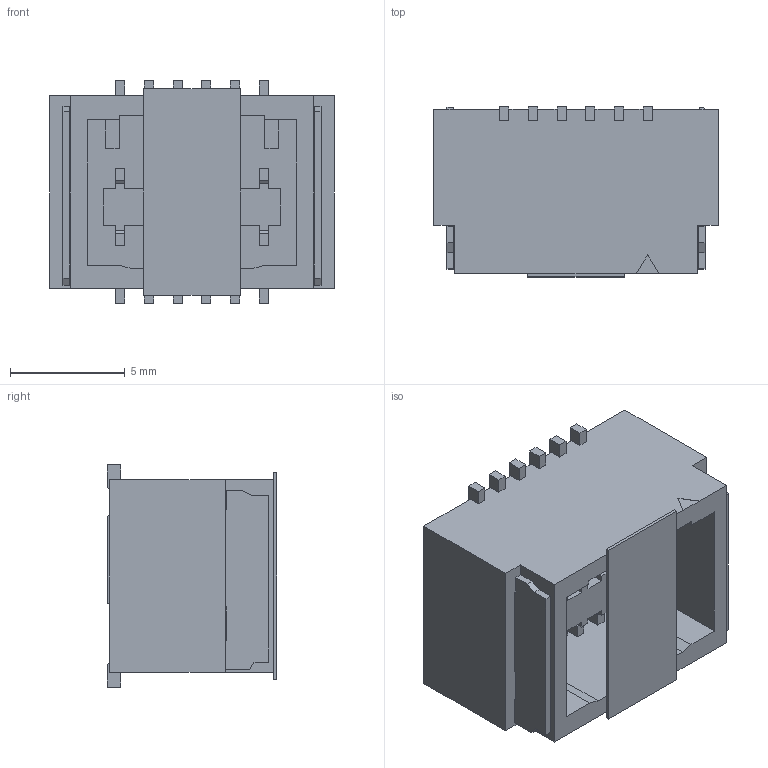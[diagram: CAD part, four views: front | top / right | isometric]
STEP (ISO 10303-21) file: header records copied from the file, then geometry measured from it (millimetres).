
FILE_DESCRIPTION(('STEP AP242'),'1');
FILE_NAME('2077601281.stp','2025-12-12T11:18:40',('TraceParts'),('TraceParts S.A.S.'),'Spatial InterOp 3D',' ',' ');
FILE_SCHEMA(('AP242_MANAGED_MODEL_BASED_3D_ENGINEERING_MIM_LF {1 0 10303 442 1 1 4}'));
Length unit declared in the file: millimetre
Products named in the file (1): 2077601281wbm000_01
Bounding box: 12.4 x 7.4 x 9.7 mm (x, y, z)
Volume: 459.4 mm3; surface area: 938.9 mm2
Topology: 2 solids, 2 shells, 302 faces, 882 edges, 588 vertices
Faces by surface type: plane 301, cylinder 1
Entity records: 9883 total; most frequent: CARTESIAN_POINT 1774, ORIENTED_EDGE 1764, DIRECTION 1492, EDGE_CURVE 882, LINE 880, VECTOR 880, VERTEX_POINT 588, EDGE_LOOP 334
